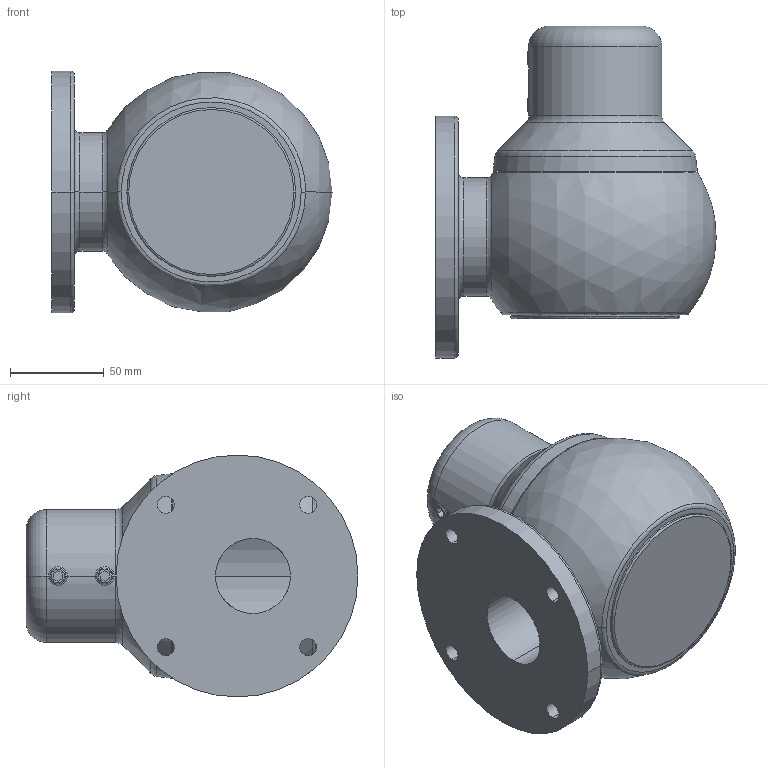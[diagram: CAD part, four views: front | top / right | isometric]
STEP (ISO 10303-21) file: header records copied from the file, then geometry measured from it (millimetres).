
FILE_DESCRIPTION((''),'2;1');
FILE_NAME('WANDGELENK_S_CS-480_ASM','2010-11-09T',('M.Fehring'),(''),'PRO/ENGINEER BY PARAMETRIC TECHNOLOGY CORPORATION, 2005070','PRO/ENGINEER BY PARAMETRIC TECHNOLOGY CORPORATION, 2005070','');
FILE_SCHEMA(('AUTOMOTIVE_DESIGN_CC2 { 1 2 10303 214 -1 1 5 2 }'));
Length unit declared in the file: millimetre
Products named in the file (7): WANDGELENKKONSOLE_CS-480; STANDF_DREHBAR_OT; GEWINDEH_M50_CS-480; ABDECKUNG_GPN_CS-480; 9263054000; 9263063000; WANDGELENK_S_CS-480_ASM
Assembly tree (7 placements, depth 2):
  WANDGELENK_S_CS-480_ASM
    WANDGELENKKONSOLE_CS-480
    STANDF_DREHBAR_OT
    GEWINDEH_M50_CS-480
    ABDECKUNG_GPN_CS-480
    9263054000  x2
    9263063000
Bounding box: 149.5 x 177 x 129 mm (x, y, z)
Volume: 1022438.1 mm3; surface area: 181706.6 mm2
Topology: 7 solids, 7 shells, 157 faces, 375 edges, 231 vertices
Faces by surface type: cylinder 65, plane 43, cone 23, torus 18, sphere 6, bspline 2
Entity records: 5721 total; most frequent: CARTESIAN_POINT 1219, DIRECTION 800, ORIENTED_EDGE 658, AXIS2_PLACEMENT_3D 347, EDGE_CURVE 329, PRESENTATION_STYLE_ASSIGNMENT 298, STYLED_ITEM 298, CURVE_STYLE 293
